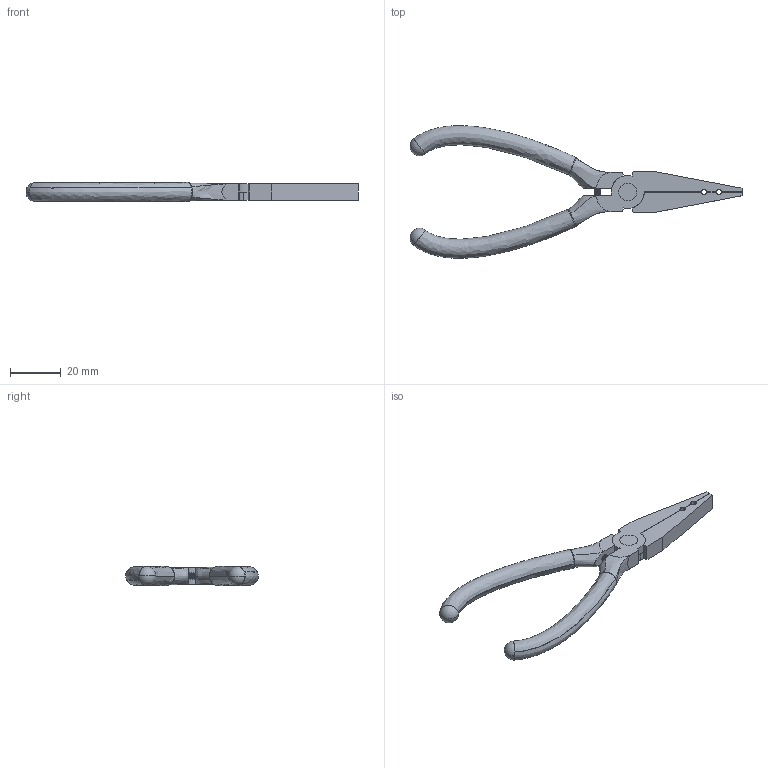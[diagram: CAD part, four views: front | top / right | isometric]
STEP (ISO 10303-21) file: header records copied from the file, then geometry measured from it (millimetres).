
FILE_DESCRIPTION (( 'STEP AP214' ), '1' );
FILE_NAME ('显影环夹钳.STEP', '2021-07-21T07:44:57', ( '个人用户' ), ( '微软中国' ), 'SwSTEP 2.0', 'SolidWorks 2021', '' );
FILE_SCHEMA (( 'AUTOMOTIVE_DESIGN' ));
Length unit declared in the file: millimetre
Products named in the file (1): 珆荌遠標ヵ
Bounding box: 130.75 x 52.22 x 7.5 mm (x, y, z)
Volume: 11018.9 mm3; surface area: 12955.7 mm2
Topology: 5 solids, 5 shells, 144 faces, 385 edges, 230 vertices
Faces by surface type: cylinder 47, plane 35, sphere 28, bspline 26, torus 8
Entity records: 8688 total; most frequent: CARTESIAN_POINT 4508, ORIENTED_EDGE 686, DIRECTION 586, EDGE_CURVE 343, AXIS2_PLACEMENT_3D 236, VERTEX_POINT 212, EDGE_LOOP 149, ADVANCED_FACE 144
